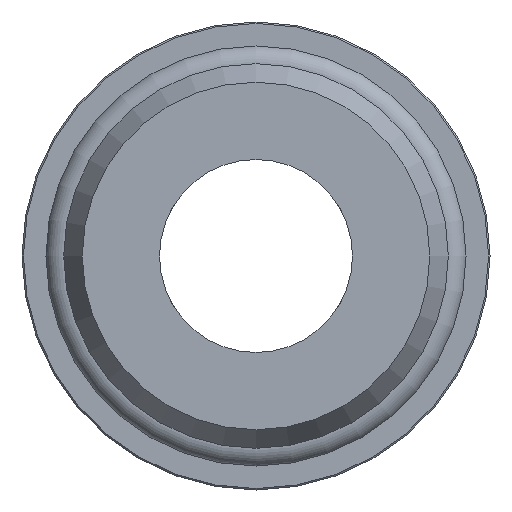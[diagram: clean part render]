
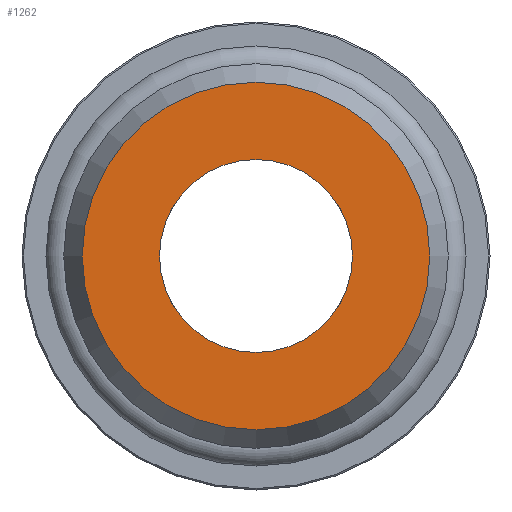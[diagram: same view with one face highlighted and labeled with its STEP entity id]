
A CAD part, front view. The second image highlights one B-rep face of the part: STEP entity #1262.
In plain terms, the highlighted planar face has unit normal (0, -1, 0).
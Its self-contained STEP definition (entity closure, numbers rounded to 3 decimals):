
#234=ORIENTED_EDGE('',*,*,#446,.T.);
#235=ORIENTED_EDGE('',*,*,#447,.F.);
#446=EDGE_CURVE('',#549,#549,#604,.T.);
#447=EDGE_CURVE('',#550,#550,#605,.T.);
#549=VERTEX_POINT('',#1831);
#550=VERTEX_POINT('',#1833);
#604=CIRCLE('',#1339,11.88);
#605=CIRCLE('',#1340,6.6);
#665=EDGE_LOOP('',(#234));
#666=EDGE_LOOP('',(#235));
#749=FACE_BOUND('',#665,.T.);
#750=FACE_BOUND('',#666,.T.);
#829=PLANE('',#1338);
#1262=ADVANCED_FACE('',(#749,#750),#829,.T.);
#1338=AXIS2_PLACEMENT_3D('',#1829,#1512,#1513);
#1339=AXIS2_PLACEMENT_3D('',#1830,#1514,#1515);
#1340=AXIS2_PLACEMENT_3D('',#1832,#1516,#1517);
#1512=DIRECTION('',(0.,-1.,0.));
#1513=DIRECTION('',(0.,0.,-1.));
#1514=DIRECTION('',(0.,-1.,0.));
#1515=DIRECTION('',(1.,0.,0.));
#1516=DIRECTION('',(0.,-1.,0.));
#1517=DIRECTION('',(0.,0.,-1.));
#1829=CARTESIAN_POINT('',(0.,0.,0.));
#1830=CARTESIAN_POINT('',(0.,0.,0.));
#1831=CARTESIAN_POINT('',(11.88,0.,0.));
#1832=CARTESIAN_POINT('',(0.,0.,0.));
#1833=CARTESIAN_POINT('',(0.,0.,-6.6));
